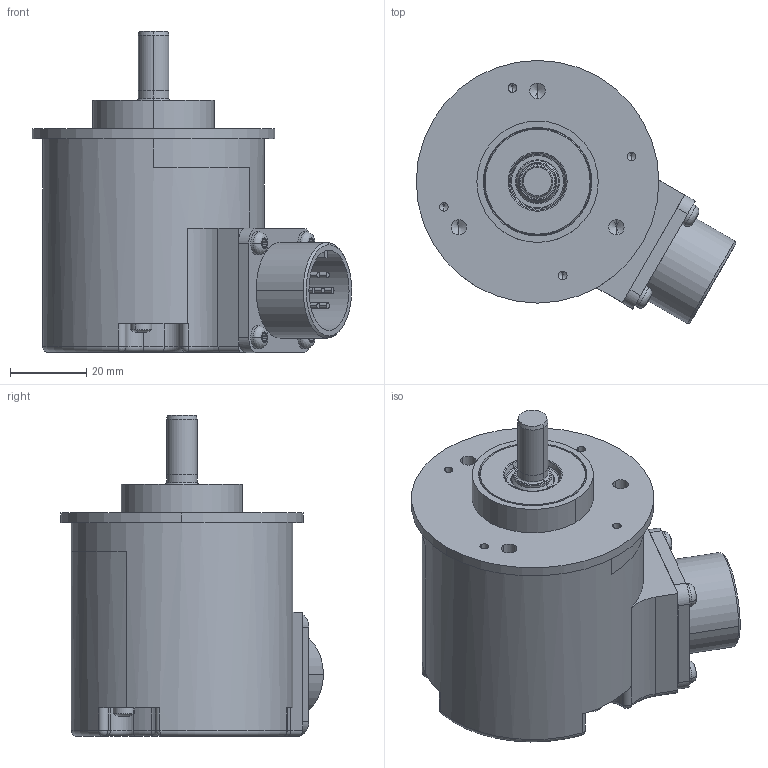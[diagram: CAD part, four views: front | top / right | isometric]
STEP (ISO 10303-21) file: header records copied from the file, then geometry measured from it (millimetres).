
FILE_DESCRIPTION((''),'2;1');
FILE_NAME('519722','2010-11-10T',('se2802'),(''),'PRO/ENGINEER BY PARAMETRIC TECHNOLOGY CORPORATION, 2010180','PRO/ENGINEER BY PARAMETRIC TECHNOLOGY CORPORATION, 2010180','');
FILE_SCHEMA(('CONFIG_CONTROL_DESIGN'));
Length unit declared in the file: millimetre
Products named in the file (1): 519722
Bounding box: 83.61 x 68.79 x 84.05 mm (x, y, z)
Volume: 173340.3 mm3; surface area: 25033.9 mm2
Topology: 1 solids, 2 shells, 1192 faces, 3189 edges, 2081 vertices
Faces by surface type: plane 524, extrusion 324, cylinder 259, torus 37, cone 28, sphere 12, bspline 8
Entity records: 41018 total; most frequent: CARTESIAN_POINT 12064, ORIENTED_EDGE 6350, DIRECTION 5260, EDGE_CURVE 3175, VERTEX_POINT 2081, VECTOR 1918, AXIS2_PLACEMENT_3D 1671, LINE 1594
